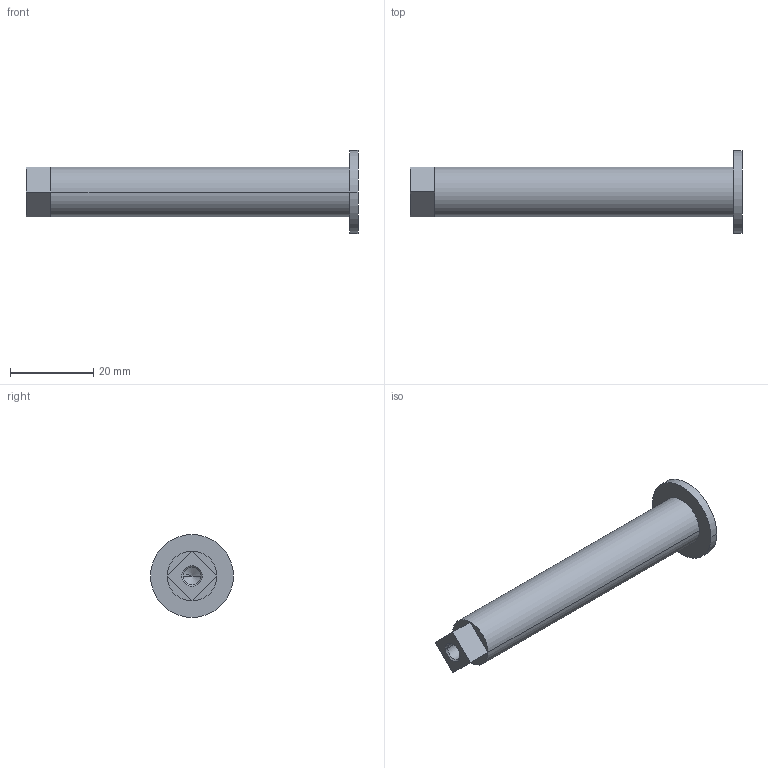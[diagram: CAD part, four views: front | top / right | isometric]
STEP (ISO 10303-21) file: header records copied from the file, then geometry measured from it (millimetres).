
FILE_DESCRIPTION(('Creo Elements/Direct Modeling STEP Export'),'2;1');
FILE_NAME('AXE COFFRE.stp','2024-02-26T 8:40:14',(''),(''),'Creo Elements/Direct Modeling STEP processor for AP214 (Solid Model)','Creo Elements/Direct Modeling 20.5 09-Apr-2022 (C) Parametric Technology GmbH','');
FILE_SCHEMA(('AUTOMOTIVE_DESIGN { 1 0 10303 214 1 1 1 1 }'));
Length unit declared in the file: millimetre
Products named in the file (1): axe
Bounding box: 80 x 20 x 20 mm (x, y, z)
Volume: 9057.8 mm3; surface area: 3803.3 mm2
Topology: 1 solids, 1 shells, 21 faces, 40 edges, 21 vertices
Faces by surface type: plane 11, cylinder 6, cone 4
Entity records: 482 total; most frequent: ORIENTED_EDGE 76, DIRECTION 74, CARTESIAN_POINT 69, EDGE_CURVE 38, AXIS2_PLACEMENT_3D 26, EDGE_LOOP 23, VECTOR 22, LINE 22
